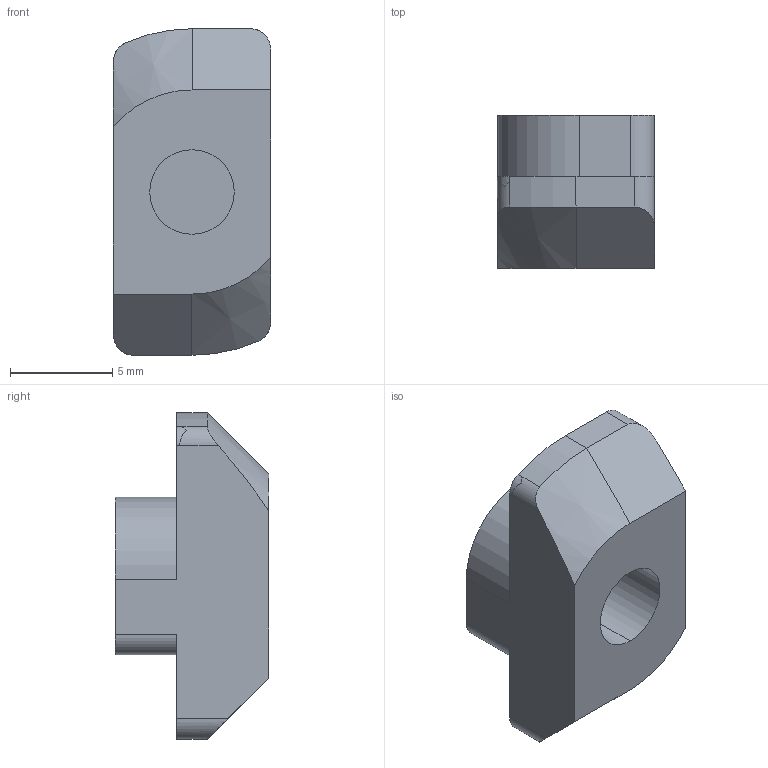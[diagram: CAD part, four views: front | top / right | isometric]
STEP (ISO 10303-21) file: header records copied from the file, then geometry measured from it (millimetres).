
FILE_DESCRIPTION (( 'STEP AP214' ), '1' );
FILE_NAME ('7218520', '2019-02-04T09:52:59', ( '' ), ('JUGARD+KÜNSTNER GmbH'), 'SwSTEP 2.0', 'SolidWorks 2017', '' );
FILE_SCHEMA (( 'AUTOMOTIVE_DESIGN' ));
Length unit declared in the file: millimetre
Products named in the file (1): 7218520_CNAJF00
Bounding box: 7.7 x 7.5 x 16 mm (x, y, z)
Volume: 554.8 mm3; surface area: 552.7 mm2
Topology: 1 solids, 1 shells, 32 faces, 90 edges, 62 vertices
Faces by surface type: cylinder 14, plane 14, bspline 2, cone 2
Entity records: 1174 total; most frequent: CARTESIAN_POINT 323, ORIENTED_EDGE 180, DIRECTION 158, EDGE_CURVE 90, VERTEX_POINT 62, AXIS2_PLACEMENT_3D 55, VECTOR 48, LINE 48
